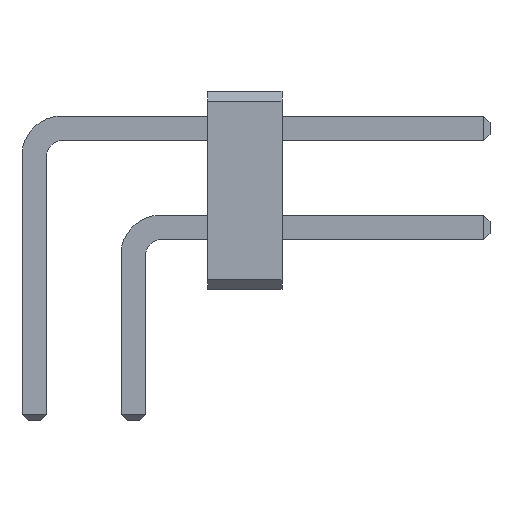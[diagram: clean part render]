
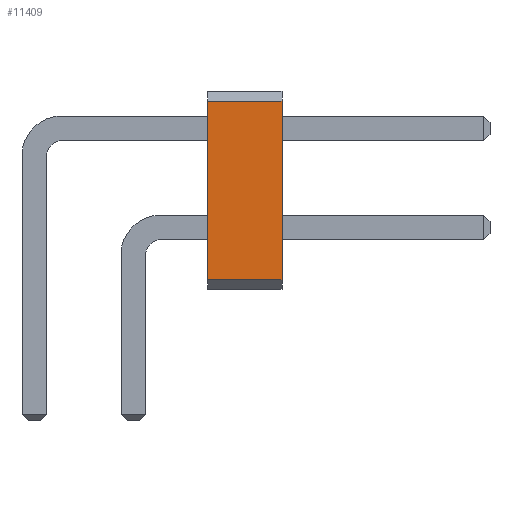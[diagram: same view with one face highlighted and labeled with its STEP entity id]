
A CAD part, front view. The second image highlights one B-rep face of the part: STEP entity #11409.
In plain terms, the highlighted planar face has unit normal (0, -1, 0).
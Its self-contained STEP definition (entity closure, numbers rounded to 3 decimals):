
#887 = VERTEX_POINT('',#888);
#888 = CARTESIAN_POINT('',(5.,-67.,3.55));
#894 = EDGE_CURVE('',#895,#887,#897,.T.);
#895 = VERTEX_POINT('',#896);
#896 = CARTESIAN_POINT('',(5.,-67.,-0.05));
#897 = LINE('',#898,#899);
#898 = CARTESIAN_POINT('',(5.,-67.,-0.25));
#899 = VECTOR('',#900,1.);
#900 = DIRECTION('',(0.,0.,1.));
#4871 = VERTEX_POINT('',#4872);
#4872 = CARTESIAN_POINT('',(3.5,-67.,-0.05));
#4878 = EDGE_CURVE('',#4871,#4879,#4881,.T.);
#4879 = VERTEX_POINT('',#4880);
#4880 = CARTESIAN_POINT('',(3.5,-67.,3.55));
#4881 = LINE('',#4882,#4883);
#4882 = CARTESIAN_POINT('',(3.5,-67.,-0.25));
#4883 = VECTOR('',#4884,1.);
#4884 = DIRECTION('',(0.,0.,1.));
#11399 = EDGE_CURVE('',#895,#4871,#11400,.T.);
#11400 = LINE('',#11401,#11402);
#11401 = CARTESIAN_POINT('',(5.,-67.,-0.05));
#11402 = VECTOR('',#11403,1.);
#11403 = DIRECTION('',(-1.,0.,0.));
#11409 = ADVANCED_FACE('',(#11410),#11421,.F.);
#11410 = FACE_BOUND('',#11411,.F.);
#11411 = EDGE_LOOP('',(#11412,#11413,#11414,#11415));
#11412 = ORIENTED_EDGE('',*,*,#894,.F.);
#11413 = ORIENTED_EDGE('',*,*,#11399,.T.);
#11414 = ORIENTED_EDGE('',*,*,#4878,.T.);
#11415 = ORIENTED_EDGE('',*,*,#11416,.F.);
#11416 = EDGE_CURVE('',#887,#4879,#11417,.T.);
#11417 = LINE('',#11418,#11419);
#11418 = CARTESIAN_POINT('',(5.,-67.,3.55));
#11419 = VECTOR('',#11420,1.);
#11420 = DIRECTION('',(-1.,0.,0.));
#11421 = PLANE('',#11422);
#11422 = AXIS2_PLACEMENT_3D('',#11423,#11424,#11425);
#11423 = CARTESIAN_POINT('',(5.,-67.,-0.25));
#11424 = DIRECTION('',(0.,1.,0.));
#11425 = DIRECTION('',(0.,0.,1.));
